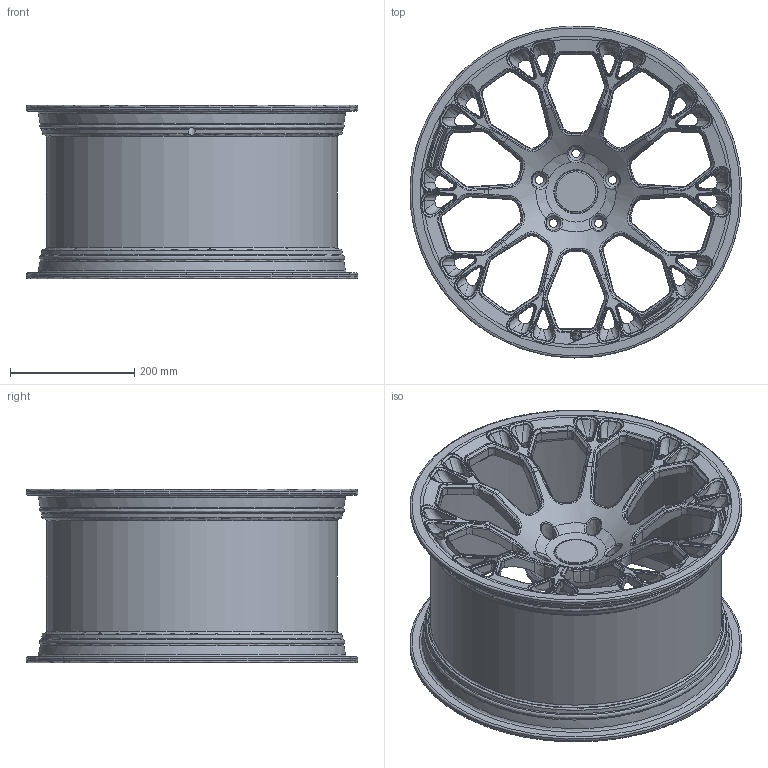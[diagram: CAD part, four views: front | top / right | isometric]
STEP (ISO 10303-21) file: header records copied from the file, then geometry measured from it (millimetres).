
FILE_DESCRIPTION(('FreeCAD Model'),'2;1');
FILE_NAME('Open CASCADE Shape Model','2025-05-04T10:58:06',('FreeCAD'),( 'FreeCAD'),'Open CASCADE STEP processor 7.6','FreeCAD','Unknown');
FILE_SCHEMA(('AUTOMOTIVE_DESIGN { 1 0 10303 214 1 1 1 1 }'));
Products named in the file (1): Open CASCADE STEP translator 7.6 1
Bounding box: 533.65 x 533.54 x 279.02 mm (x, y, z)
Volume: 5099372.3 mm3; surface area: 1242543.7 mm2
Topology: 2 solids, 2 shells, 2467 faces, 6159 edges, 3635 vertices
Faces by surface type: bspline 2467
Entity records: 111983 total; most frequent: CARTESIAN_POINT 75564, ORIENTED_EDGE 12318, EDGE_CURVE 6159, B_SPLINE_CURVE_WITH_KNOTS 4629, VERTEX_POINT 3635, FACE_BOUND 2480, EDGE_LOOP 2480, ADVANCED_FACE 2467
